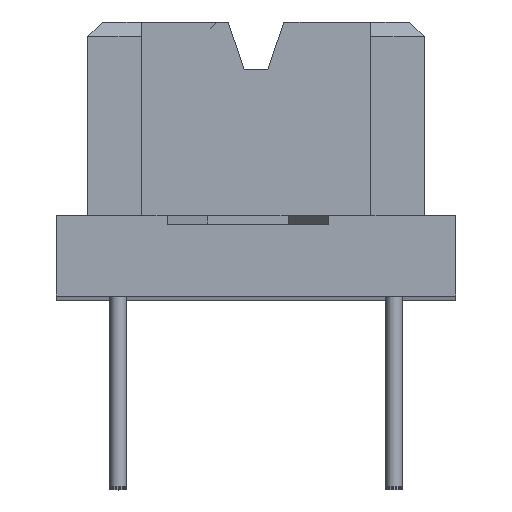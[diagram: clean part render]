
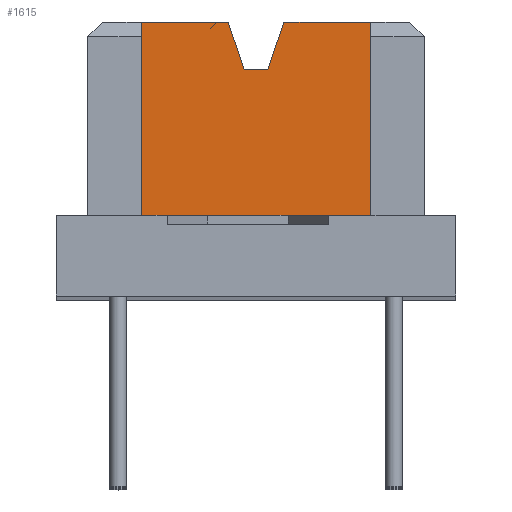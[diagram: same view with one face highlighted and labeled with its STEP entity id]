
A CAD part, top view. The second image highlights one B-rep face of the part: STEP entity #1615.
In plain terms, the highlighted planar face has unit normal (0, 0, 1).
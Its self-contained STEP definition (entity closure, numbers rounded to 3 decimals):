
#1615=ADVANCED_FACE('',(#2032),#1832,.F.);
#1832=PLANE('',#6038);
#2032=FACE_OUTER_BOUND('',#2294,.T.);
#2294=EDGE_LOOP('',(#3343,#3344,#3345,#3346,#3347,#3348,#3349,#3350));
#3343=ORIENTED_EDGE('',*,*,#4450,.F.);
#3344=ORIENTED_EDGE('',*,*,#4182,.F.);
#3345=ORIENTED_EDGE('',*,*,#4191,.F.);
#3346=ORIENTED_EDGE('',*,*,#4374,.F.);
#3347=ORIENTED_EDGE('',*,*,#4372,.T.);
#3348=ORIENTED_EDGE('',*,*,#4238,.F.);
#3349=ORIENTED_EDGE('',*,*,#4242,.F.);
#3350=ORIENTED_EDGE('',*,*,#4451,.F.);
#3705=VERTEX_POINT('',#7777);
#3706=VERTEX_POINT('',#7779);
#3710=VERTEX_POINT('',#7794);
#3748=VERTEX_POINT('',#7893);
#3749=VERTEX_POINT('',#7895);
#3751=VERTEX_POINT('',#7901);
#3835=VERTEX_POINT('',#8161);
#3879=VERTEX_POINT('',#8308);
#4182=EDGE_CURVE('',#3705,#3706,#4732,.T.);
#4191=EDGE_CURVE('',#3710,#3705,#4741,.T.);
#4238=EDGE_CURVE('',#3748,#3749,#4788,.T.);
#4242=EDGE_CURVE('',#3751,#3748,#4792,.T.);
#4372=EDGE_CURVE('',#3835,#3749,#4922,.T.);
#4374=EDGE_CURVE('',#3835,#3710,#4924,.T.);
#4450=EDGE_CURVE('',#3706,#3879,#5000,.T.);
#4451=EDGE_CURVE('',#3879,#3751,#5001,.T.);
#4732=LINE('',#7778,#5280);
#4741=LINE('',#7795,#5289);
#4788=LINE('',#7894,#5336);
#4792=LINE('',#7902,#5340);
#4922=LINE('',#8160,#5470);
#4924=LINE('',#8164,#5472);
#5000=LINE('',#8309,#5548);
#5001=LINE('',#8311,#5549);
#5280=VECTOR('',#6639,1.);
#5289=VECTOR('',#6654,1.);
#5336=VECTOR('',#6729,1.);
#5340=VECTOR('',#6735,1.);
#5470=VECTOR('',#6955,1.);
#5472=VECTOR('',#6959,1.);
#5548=VECTOR('',#7085,1.);
#5549=VECTOR('',#7088,1.);
#6038=AXIS2_PLACEMENT_3D('',#8312,#7089,#7090);
#6639=DIRECTION('',(1.,0.,0.));
#6654=DIRECTION('',(0.,1.,0.));
#6729=DIRECTION('',(1.,0.,0.));
#6735=DIRECTION('',(0.321,0.947,0.));
#6955=DIRECTION('',(0.,1.,0.));
#6959=DIRECTION('',(-1.,0.,0.));
#7085=DIRECTION('',(0.321,-0.947,0.));
#7088=DIRECTION('',(1.,0.,0.));
#7089=DIRECTION('',(0.,0.,-1.));
#7090=DIRECTION('',(-1.,0.,0.));
#7777=CARTESIAN_POINT('',(-4.225,10.1,40.81));
#7778=CARTESIAN_POINT('',(-4.225,10.1,40.81));
#7779=CARTESIAN_POINT('',(-1.025,10.1,40.81));
#7794=CARTESIAN_POINT('',(-4.225,2.98,40.81));
#7795=CARTESIAN_POINT('',(-4.225,2.98,40.81));
#7893=CARTESIAN_POINT('',(1.025,10.1,40.81));
#7894=CARTESIAN_POINT('',(1.025,10.1,40.81));
#7895=CARTESIAN_POINT('',(4.225,10.1,40.81));
#7901=CARTESIAN_POINT('',(0.431,8.35,40.81));
#7902=CARTESIAN_POINT('',(0.431,8.35,40.81));
#8160=CARTESIAN_POINT('',(4.225,2.98,40.81));
#8161=CARTESIAN_POINT('',(4.225,2.98,40.81));
#8164=CARTESIAN_POINT('',(4.225,2.98,40.81));
#8308=CARTESIAN_POINT('',(-0.431,8.35,40.81));
#8309=CARTESIAN_POINT('',(-1.025,10.1,40.81));
#8311=CARTESIAN_POINT('',(-0.431,8.35,40.81));
#8312=CARTESIAN_POINT('',(4.225,2.98,40.81));
